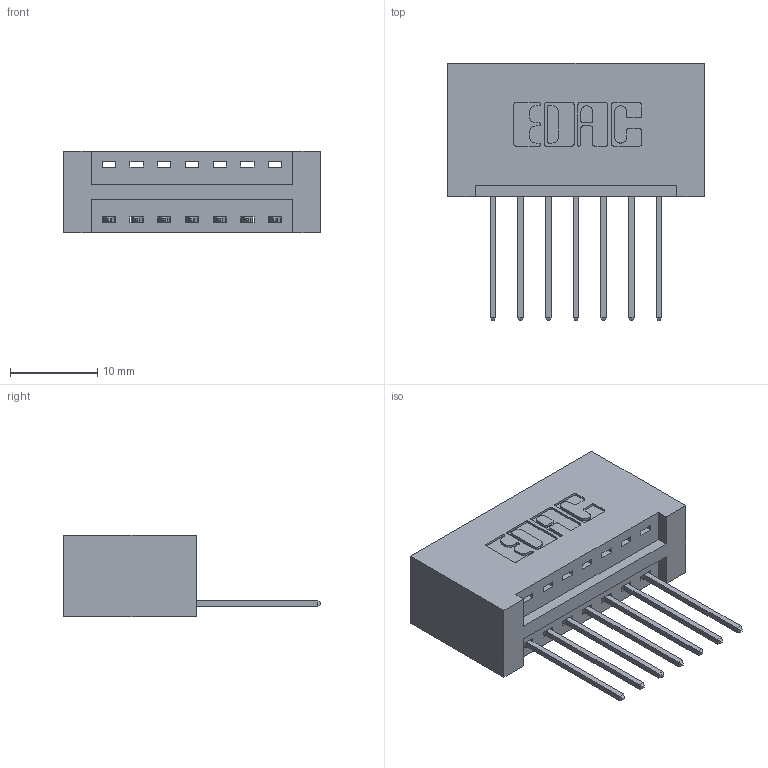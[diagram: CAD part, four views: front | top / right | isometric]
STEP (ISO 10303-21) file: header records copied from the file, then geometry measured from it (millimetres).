
FILE_DESCRIPTION (( 'STEP AP203' ), '1' );
FILE_NAME ('346-007-540-101.STEP', '2018-08-17T03:58:08', ( '' ), ( '' ), 'SwSTEP 2.0', 'SolidWorks 2016', '' );
FILE_SCHEMA (( 'CONFIG_CONTROL_DESIGN' ));
Length unit declared in the file: inch
Products named in the file (3): 345-292-001_345-293-140; 346-007-540-101; 346 Part_No Mounting Lugs
Assembly tree (8 placements, depth 2):
  346-007-540-101
    346 Part_No Mounting Lugs
    345-292-001_345-293-140  x7
Bounding box: 29.46 x 29.46 x 9.4 mm (x, y, z)
Volume: 3138.1 mm3; surface area: 3688.8 mm2
Topology: 8 solids, 8 shells, 520 faces, 1537 edges, 1014 vertices
Faces by surface type: plane 352, cylinder 168
Entity records: 8797 total; most frequent: CARTESIAN_POINT 1525, ORIENTED_EDGE 1466, DIRECTION 1383, EDGE_CURVE 733, LINE 581, VECTOR 581, VERTEX_POINT 486, AXIS2_PLACEMENT_3D 401
